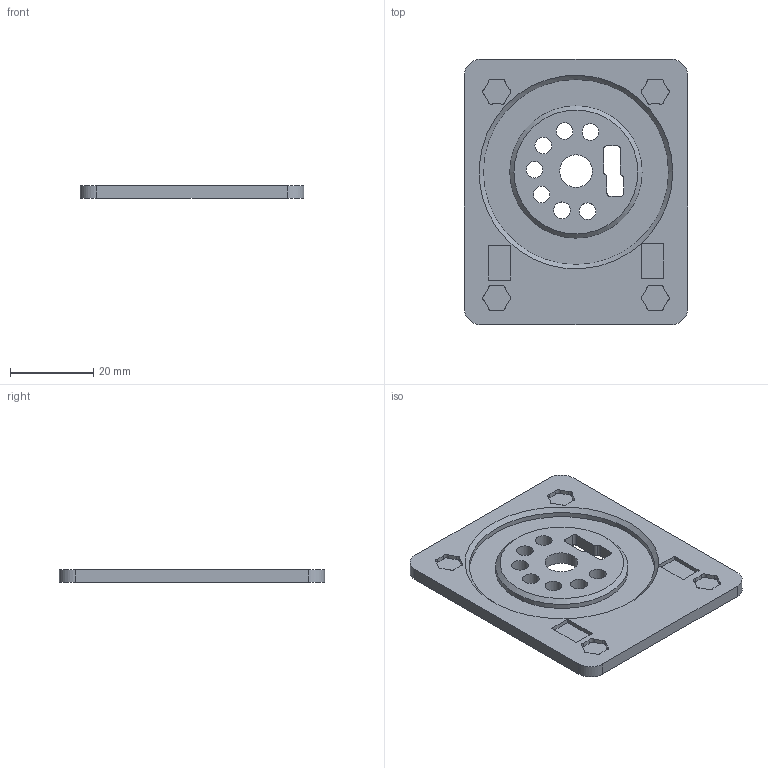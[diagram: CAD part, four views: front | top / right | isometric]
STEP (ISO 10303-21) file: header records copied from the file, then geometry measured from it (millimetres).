
FILE_DESCRIPTION(/* description */ (''),/* implementation_level */ '2;1');
FILE_NAME(/* name */ 'Pithy Pixel Faceplate.step',/* time_stamp */ '2021-03-28T02:43:04+01:00',/* author */ (''),/* organization */ (''),/* preprocessor_version */ 'ST-DEVELOPER v18.1',/* originating_system */ 'Autodesk Translation Framework v9.10.0.1330',/* authorisation */ '');
FILE_SCHEMA (('AUTOMOTIVE_DESIGN { 1 0 10303 214 3 1 1 }'));
Length unit declared in the file: millimetre
Products named in the file (1): Pithy Pixel Faceplate
Bounding box: 53.72 x 63.75 x 3 mm (x, y, z)
Volume: 7669.7 mm3; surface area: 8094.9 mm2
Topology: 1 solids, 1 shells, 100 faces, 271 edges, 180 vertices
Faces by surface type: plane 52, cylinder 46, cone 2
Full cylindrical faces by diameter (mm): 4 x7, 7.85 x1, 31.75 x1, 44.5 x1
Entity records: 3248 total; most frequent: DIRECTION 566, CARTESIAN_POINT 556, ORIENTED_EDGE 542, EDGE_CURVE 271, AXIS2_PLACEMENT_3D 196, VERTEX_POINT 180, LINE 174, VECTOR 174
